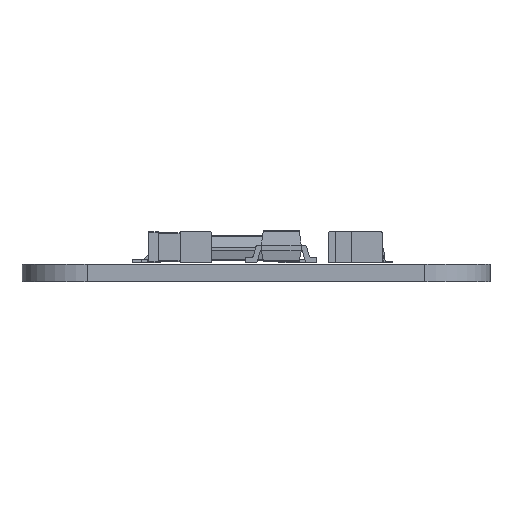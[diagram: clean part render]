
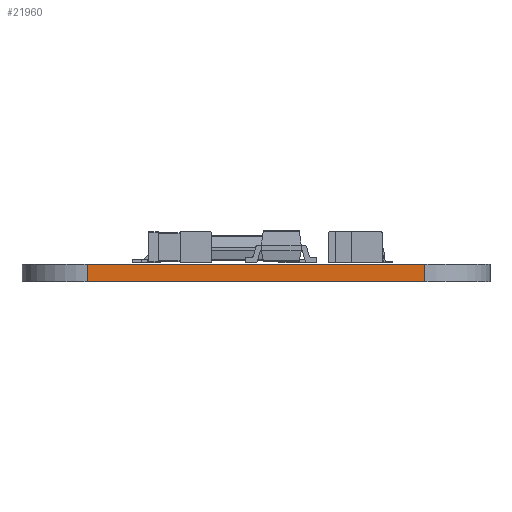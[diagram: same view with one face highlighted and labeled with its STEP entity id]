
A CAD part, front view. The second image highlights one B-rep face of the part: STEP entity #21960.
In plain terms, the highlighted planar face has unit normal (0, -1, 0).
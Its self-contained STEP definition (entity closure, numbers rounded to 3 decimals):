
#21108 = VERTEX_POINT('',#21109);
#21109 = CARTESIAN_POINT('',(0.836,-40.714,0.));
#21116 = EDGE_CURVE('',#21117,#21108,#21119,.T.);
#21117 = VERTEX_POINT('',#21118);
#21118 = CARTESIAN_POINT('',(14.404,-40.714,0.));
#21119 = LINE('',#21120,#21121);
#21120 = CARTESIAN_POINT('',(14.404,-40.714,0.));
#21121 = VECTOR('',#21122,1.);
#21122 = DIRECTION('',(-1.,0.,0.));
#21529 = VERTEX_POINT('',#21530);
#21530 = CARTESIAN_POINT('',(0.836,-40.714,0.7));
#21537 = EDGE_CURVE('',#21538,#21529,#21540,.T.);
#21538 = VERTEX_POINT('',#21539);
#21539 = CARTESIAN_POINT('',(14.404,-40.714,0.7));
#21540 = LINE('',#21541,#21542);
#21541 = CARTESIAN_POINT('',(14.404,-40.714,0.7));
#21542 = VECTOR('',#21543,1.);
#21543 = DIRECTION('',(-1.,0.,0.));
#21932 = EDGE_CURVE('',#21117,#21538,#21933,.T.);
#21933 = LINE('',#21934,#21935);
#21934 = CARTESIAN_POINT('',(14.404,-40.714,0.));
#21935 = VECTOR('',#21936,1.);
#21936 = DIRECTION('',(0.,0.,1.));
#21960 = ADVANCED_FACE('',(#21961),#21972,.T.);
#21961 = FACE_BOUND('',#21962,.T.);
#21962 = EDGE_LOOP('',(#21963,#21964,#21965,#21971));
#21963 = ORIENTED_EDGE('',*,*,#21932,.T.);
#21964 = ORIENTED_EDGE('',*,*,#21537,.T.);
#21965 = ORIENTED_EDGE('',*,*,#21966,.F.);
#21966 = EDGE_CURVE('',#21108,#21529,#21967,.T.);
#21967 = LINE('',#21968,#21969);
#21968 = CARTESIAN_POINT('',(0.836,-40.714,0.));
#21969 = VECTOR('',#21970,1.);
#21970 = DIRECTION('',(0.,0.,1.));
#21971 = ORIENTED_EDGE('',*,*,#21116,.F.);
#21972 = PLANE('',#21973);
#21973 = AXIS2_PLACEMENT_3D('',#21974,#21975,#21976);
#21974 = CARTESIAN_POINT('',(14.404,-40.714,0.));
#21975 = DIRECTION('',(0.,-1.,0.));
#21976 = DIRECTION('',(-1.,0.,0.));
